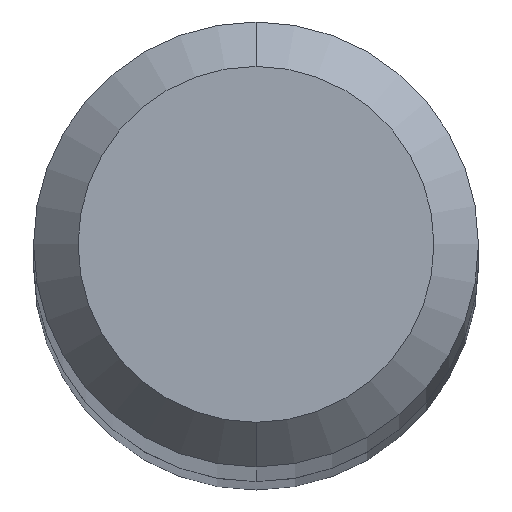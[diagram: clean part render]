
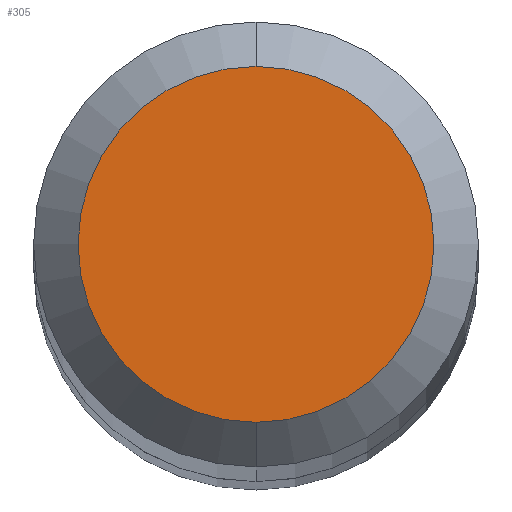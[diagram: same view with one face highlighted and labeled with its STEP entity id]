
A CAD part, top view. The second image highlights one B-rep face of the part: STEP entity #305.
In plain terms, the highlighted planar face has unit normal (0, 0, 1).
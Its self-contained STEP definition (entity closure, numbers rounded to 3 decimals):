
#195=VERTEX_POINT('',#477);
#215=EDGE_CURVE('',#267,#195,#499,.T.);
#253=EDGE_CURVE('',#195,#267,#539,.T.);
#267=VERTEX_POINT('',#554);
#305=ADVANCED_FACE('',(#599),#600,.T.);
#477=CARTESIAN_POINT('',(0.,-1.2,0.0));
#499=CIRCLE('',#844,1.2);
#539=CIRCLE('',#901,1.2);
#554=CARTESIAN_POINT('',(0.0,1.2,0.0));
#599=FACE_OUTER_BOUND('',#1038,.T.);
#600=PLANE('',#1039);
#844=AXIS2_PLACEMENT_3D('',#1406,#1407,#1408);
#901=AXIS2_PLACEMENT_3D('',#1434,#1435,#1436);
#1038=EDGE_LOOP('',(#1530,#1531));
#1039=AXIS2_PLACEMENT_3D('',#1532,#1533,#1534);
#1406=CARTESIAN_POINT('',(0.0,0.0,0.0));
#1407=DIRECTION('',(0.0,0.0,-1.0));
#1408=DIRECTION('',(0.0,1.0,0.0));
#1434=CARTESIAN_POINT('',(0.0,0.0,0.0));
#1435=DIRECTION('',(0.0,0.0,-1.0));
#1436=DIRECTION('',(0.0,1.0,0.0));
#1530=ORIENTED_EDGE('',*,*,#215,.F.);
#1531=ORIENTED_EDGE('',*,*,#253,.F.);
#1532=CARTESIAN_POINT('',(0.0,0.6,0.0));
#1533=DIRECTION('',(-0.0,0.0,1.0));
#1534=DIRECTION('',(0.0,-1.0,0.0));
